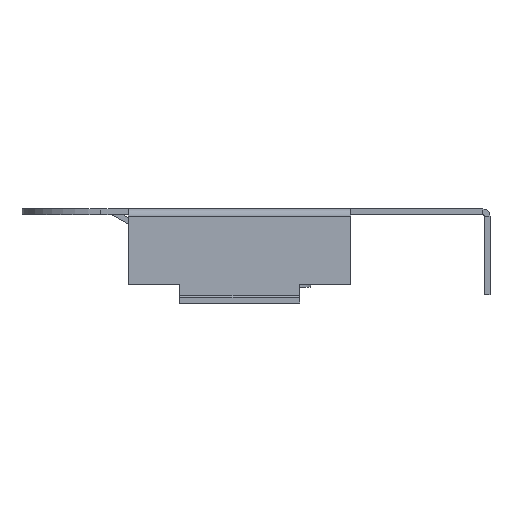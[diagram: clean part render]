
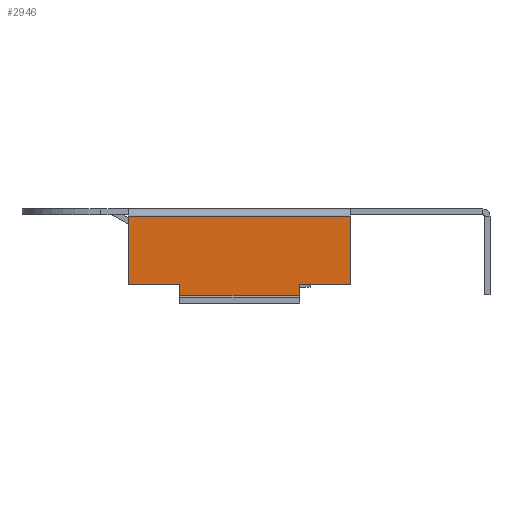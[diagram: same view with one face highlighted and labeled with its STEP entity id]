
A CAD part, left-side view. The second image highlights one B-rep face of the part: STEP entity #2946.
In plain terms, the highlighted planar face has unit normal (-1, 0, 0).
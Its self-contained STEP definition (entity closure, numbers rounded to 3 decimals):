
#2121 = VERTEX_POINT('',#2122);
#2122 = CARTESIAN_POINT('',(-10.583,4.697,3.66));
#2145 = VERTEX_POINT('',#2146);
#2146 = CARTESIAN_POINT('',(-10.583,-4.643,3.66));
#2386 = EDGE_CURVE('',#2121,#2145,#2387,.T.);
#2387 = LINE('',#2388,#2389);
#2388 = CARTESIAN_POINT('',(-10.583,4.697,3.66));
#2389 = VECTOR('',#2390,1.);
#2390 = DIRECTION('',(0.,-1.,0.));
#2646 = EDGE_CURVE('',#2121,#2647,#2649,.T.);
#2647 = VERTEX_POINT('',#2648);
#2648 = CARTESIAN_POINT('',(-10.583,4.697,0.8));
#2649 = LINE('',#2650,#2651);
#2650 = CARTESIAN_POINT('',(-10.583,4.697,3.66));
#2651 = VECTOR('',#2652,1.);
#2652 = DIRECTION('',(0.,0.,-1.));
#2670 = VERTEX_POINT('',#2671);
#2671 = CARTESIAN_POINT('',(-10.583,-4.643,0.8));
#2677 = EDGE_CURVE('',#2670,#2145,#2678,.T.);
#2678 = LINE('',#2679,#2680);
#2679 = CARTESIAN_POINT('',(-10.583,-4.643,0.3));
#2680 = VECTOR('',#2681,1.);
#2681 = DIRECTION('',(0.,0.,1.));
#2694 = EDGE_CURVE('',#2670,#2695,#2697,.T.);
#2695 = VERTEX_POINT('',#2696);
#2696 = CARTESIAN_POINT('',(-10.583,-2.493,0.8));
#2697 = LINE('',#2698,#2699);
#2698 = CARTESIAN_POINT('',(-10.583,-5.493,0.8));
#2699 = VECTOR('',#2700,1.);
#2700 = DIRECTION('',(0.,1.,0.));
#2717 = EDGE_CURVE('',#2695,#2718,#2720,.T.);
#2718 = VERTEX_POINT('',#2719);
#2719 = CARTESIAN_POINT('',(-10.583,-2.493,0.3));
#2720 = LINE('',#2721,#2722);
#2721 = CARTESIAN_POINT('',(-10.583,-2.493,0.8));
#2722 = VECTOR('',#2723,1.);
#2723 = DIRECTION('',(0.,0.,-1.));
#2774 = VERTEX_POINT('',#2775);
#2775 = CARTESIAN_POINT('',(-10.583,2.547,0.3));
#2781 = EDGE_CURVE('',#2774,#2782,#2784,.T.);
#2782 = VERTEX_POINT('',#2783);
#2783 = CARTESIAN_POINT('',(-10.583,2.547,0.8));
#2784 = LINE('',#2785,#2786);
#2785 = CARTESIAN_POINT('',(-10.583,2.547,0.3));
#2786 = VECTOR('',#2787,1.);
#2787 = DIRECTION('',(0.,0.,1.));
#2806 = EDGE_CURVE('',#2782,#2647,#2807,.T.);
#2807 = LINE('',#2808,#2809);
#2808 = CARTESIAN_POINT('',(-10.583,2.547,0.8));
#2809 = VECTOR('',#2810,1.);
#2810 = DIRECTION('',(0.,1.,0.));
#2946 = ADVANCED_FACE('',(#2947),#2962,.T.);
#2947 = FACE_BOUND('',#2948,.T.);
#2948 = EDGE_LOOP('',(#2949,#2950,#2951,#2952,#2953,#2959,#2960,#2961));
#2949 = ORIENTED_EDGE('',*,*,#2386,.F.);
#2950 = ORIENTED_EDGE('',*,*,#2646,.T.);
#2951 = ORIENTED_EDGE('',*,*,#2806,.F.);
#2952 = ORIENTED_EDGE('',*,*,#2781,.F.);
#2953 = ORIENTED_EDGE('',*,*,#2954,.T.);
#2954 = EDGE_CURVE('',#2774,#2718,#2955,.T.);
#2955 = LINE('',#2956,#2957);
#2956 = CARTESIAN_POINT('',(-10.583,4.697,0.3));
#2957 = VECTOR('',#2958,1.);
#2958 = DIRECTION('',(0.,-1.,0.));
#2959 = ORIENTED_EDGE('',*,*,#2717,.F.);
#2960 = ORIENTED_EDGE('',*,*,#2694,.F.);
#2961 = ORIENTED_EDGE('',*,*,#2677,.T.);
#2962 = PLANE('',#2963);
#2963 = AXIS2_PLACEMENT_3D('',#2964,#2965,#2966);
#2964 = CARTESIAN_POINT('',(-10.583,0.027,1.98));
#2965 = DIRECTION('',(-1.,0.,0.));
#2966 = DIRECTION('',(0.,0.,1.));
